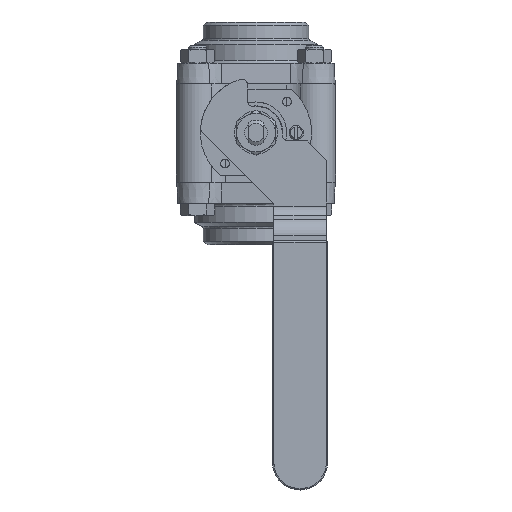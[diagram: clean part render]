
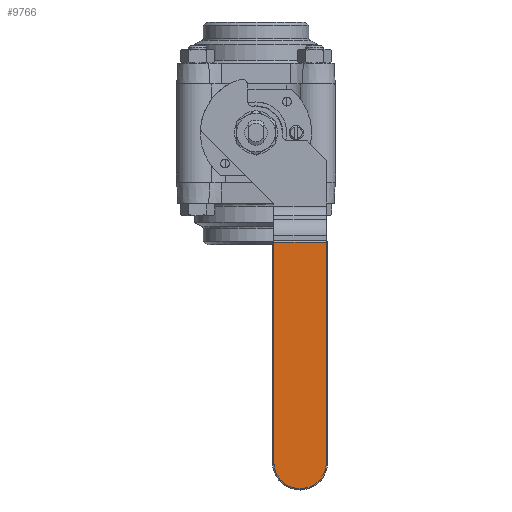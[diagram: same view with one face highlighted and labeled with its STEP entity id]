
A CAD part, top view. The second image highlights one B-rep face of the part: STEP entity #9766.
In plain terms, the highlighted planar face has unit normal (0, 0, 1).
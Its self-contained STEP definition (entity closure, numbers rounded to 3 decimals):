
#9324=CARTESIAN_POINT('',(-15.022,125.631,2.845));
#9325=VERTEX_POINT('',#9324);
#9333=CARTESIAN_POINT('',(15.022,125.631,2.845));
#9334=VERTEX_POINT('',#9333);
#9335=CARTESIAN_POINT('',(-15.022,125.631,2.845));
#9336=DIRECTION('',(1.0,0.0,0.0));
#9337=VECTOR('',#9336,30.044);
#9338=LINE('',#9335,#9337);
#9339=EDGE_CURVE('',#9325,#9334,#9338,.T.);
#9517=CARTESIAN_POINT('',(-15.022,0.0,2.845));
#9518=VERTEX_POINT('',#9517);
#9526=CARTESIAN_POINT('',(-15.022,0.0,2.845));
#9527=DIRECTION('',(0.0,1.0,0.0));
#9528=VECTOR('',#9527,125.631);
#9529=LINE('',#9526,#9528);
#9530=EDGE_CURVE('',#9518,#9325,#9529,.T.);
#9717=CARTESIAN_POINT('',(15.022,0.,2.845));
#9718=VERTEX_POINT('',#9717);
#9726=CARTESIAN_POINT('',(0.0,0.0,2.845));
#9727=DIRECTION('',(0.0,0.0,-1.0));
#9728=DIRECTION('',(0.0,-1.0,0.0));
#9729=AXIS2_PLACEMENT_3D('',#9726,#9727,#9728);
#9730=CIRCLE('',#9729,15.022);
#9731=EDGE_CURVE('',#9718,#9518,#9730,.T.);
#9744=CARTESIAN_POINT('',(15.022,125.631,2.845));
#9745=DIRECTION('',(0.0,-1.0,0.0));
#9746=VECTOR('',#9745,125.631);
#9747=LINE('',#9744,#9746);
#9748=EDGE_CURVE('',#9334,#9718,#9747,.T.);
#9755=CARTESIAN_POINT('',(0.,0.0,2.845));
#9756=DIRECTION('',(0.0,0.0,1.0));
#9757=DIRECTION('',(1.0,0.0,0.0));
#9758=AXIS2_PLACEMENT_3D('',#9755,#9756,#9757);
#9759=PLANE('',#9758);
#9760=ORIENTED_EDGE('',*,*,#9339,.F.);
#9761=ORIENTED_EDGE('',*,*,#9530,.F.);
#9762=ORIENTED_EDGE('',*,*,#9731,.F.);
#9763=ORIENTED_EDGE('',*,*,#9748,.F.);
#9764=EDGE_LOOP('',(#9760,#9761,#9762,#9763));
#9765=FACE_OUTER_BOUND('',#9764,.T.);
#9766=ADVANCED_FACE('',(#9765),#9759,.T.);
